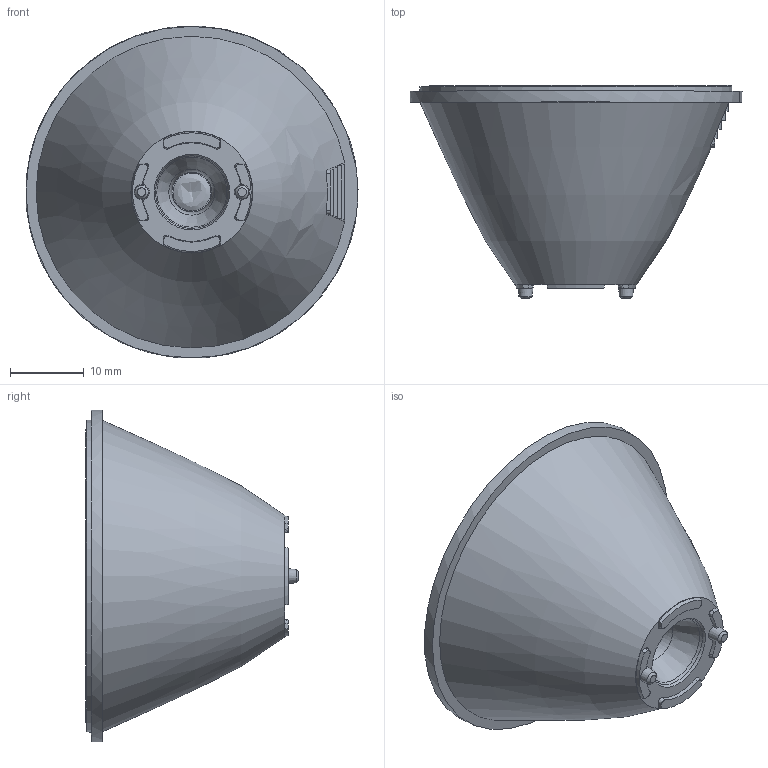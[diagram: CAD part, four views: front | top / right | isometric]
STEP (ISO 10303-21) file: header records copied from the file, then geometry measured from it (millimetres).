
FILE_DESCRIPTION(('STEP AP203'),'1');
FILE_NAME('210723_X72853_3D_LLC59 Mechanical Version.stp','2021-09-13T12:17:38',(' '),(' '),'Spatial InterOp 3D',' ',' ');
FILE_SCHEMA(('CONFIG_CONTROL_DESIGN'));
Length unit declared in the file: millimetre
Products named in the file (1): 210723_X72853_3D_LLC59* Mechanical Version
Bounding box: 44.95 x 28.9 x 44.93 mm (x, y, z)
Volume: 21320.8 mm3; surface area: 5160.3 mm2
Topology: 1 solids, 1 shells, 75 faces, 195 edges, 129 vertices
Faces by surface type: plane 35, cone 18, bspline 11, revolution 5, cylinder 3, torus 2, extrusion 1
Entity records: 4596 total; most frequent: CARTESIAN_POINT 2924, ORIENTED_EDGE 338, DIRECTION 289, EDGE_CURVE 169, VERTEX_POINT 120, AXIS2_PLACEMENT_3D 112, EDGE_LOOP 98, FACE_OUTER_BOUND 83
